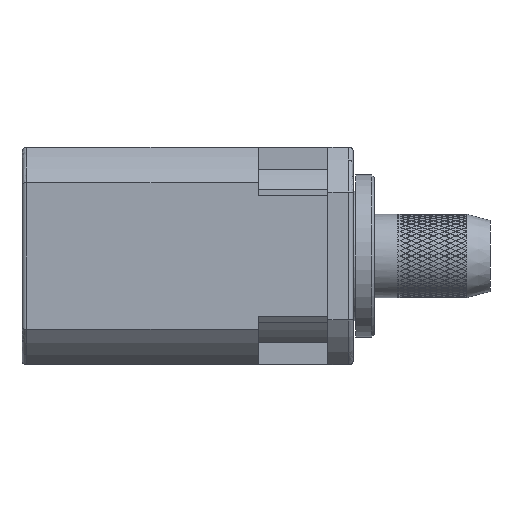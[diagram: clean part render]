
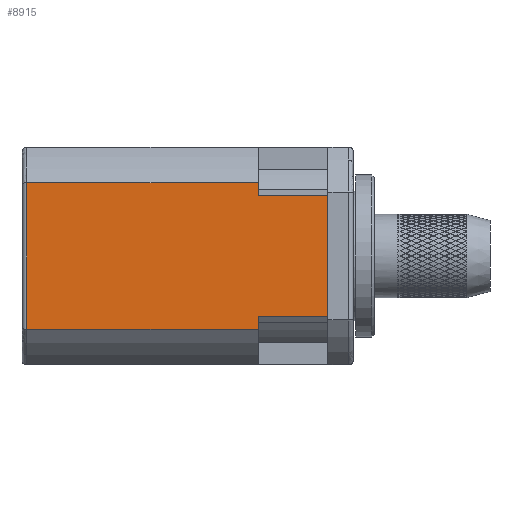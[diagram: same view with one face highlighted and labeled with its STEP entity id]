
A CAD part, front view. The second image highlights one B-rep face of the part: STEP entity #8915.
In plain terms, the highlighted planar face has unit normal (0, -1, 0).
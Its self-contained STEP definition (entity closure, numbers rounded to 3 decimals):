
#1032 = VECTOR ( 'NONE', #92119, 1000. ) ;
#2090 = EDGE_CURVE ( 'NONE', #127388, #12263, #35381, .T. ) ;
#2935 = LINE ( 'NONE', #127508, #101390 ) ;
#3582 = LINE ( 'NONE', #108486, #106838 ) ;
#3590 = DIRECTION ( 'NONE',  ( -1., 0., 0. ) ) ;
#3796 = AXIS2_PLACEMENT_3D ( 'NONE', #36617, #35272, #37275 ) ;
#6241 = EDGE_CURVE ( 'NONE', #46450, #7494, #66220, .T. ) ;
#7494 = VERTEX_POINT ( 'NONE', #56624 ) ;
#8915 = ADVANCED_FACE ( 'NONE', ( #96891 ), #14292, .F. ) ;
#9946 = ORIENTED_EDGE ( 'NONE', *, *, #54926, .F. ) ;
#12263 = VERTEX_POINT ( 'NONE', #30909 ) ;
#13177 = ORIENTED_EDGE ( 'NONE', *, *, #86684, .T. ) ;
#14292 = PLANE ( 'NONE',  #3796 ) ;
#17363 = LINE ( 'NONE', #122265, #121025 ) ;
#20338 = CARTESIAN_POINT ( 'NONE',  ( 0.2, 0., 3.162 ) ) ;
#21296 = EDGE_CURVE ( 'NONE', #109525, #127388, #2935, .T. ) ;
#21946 = DIRECTION ( 'NONE',  ( 0., 0., -1. ) ) ;
#22125 = VECTOR ( 'NONE', #86451, 1000. ) ;
#27627 = CARTESIAN_POINT ( 'NONE',  ( 10.2, 0., 3.162 ) ) ;
#28371 = VERTEX_POINT ( 'NONE', #96351 ) ;
#30909 = CARTESIAN_POINT ( 'NONE',  ( 10.2, 0., -3.162 ) ) ;
#35272 = DIRECTION ( 'NONE',  ( 0., 1., 0. ) ) ;
#35381 = LINE ( 'NONE', #126820, #69954 ) ;
#36617 = CARTESIAN_POINT ( 'NONE',  ( 0., 0., -3.162 ) ) ;
#37275 = DIRECTION ( 'NONE',  ( 0., 0., 1. ) ) ;
#38900 = ORIENTED_EDGE ( 'NONE', *, *, #6241, .F. ) ;
#44560 = CARTESIAN_POINT ( 'NONE',  ( 10.2, 0., -2.6 ) ) ;
#46450 = VERTEX_POINT ( 'NONE', #27627 ) ;
#49221 = DIRECTION ( 'NONE',  ( 1., 0., 0. ) ) ;
#50629 = ORIENTED_EDGE ( 'NONE', *, *, #2090, .F. ) ;
#54926 = EDGE_CURVE ( 'NONE', #7494, #28371, #17363, .T. ) ;
#56624 = CARTESIAN_POINT ( 'NONE',  ( 10.2, 0., 2.6 ) ) ;
#56711 = CARTESIAN_POINT ( 'NONE',  ( 13.2, 0., -3.162 ) ) ;
#58387 = CARTESIAN_POINT ( 'NONE',  ( 0.2, 0., 4.7 ) ) ;
#58492 = VECTOR ( 'NONE', #98267, 1000. ) ;
#62158 = CARTESIAN_POINT ( 'NONE',  ( 0.2, 0., -3.162 ) ) ;
#62593 = EDGE_CURVE ( 'NONE', #81242, #46450, #124601, .T. ) ;
#64452 = EDGE_LOOP ( 'NONE', ( #13177, #9946, #38900, #85651, #112058, #102106, #50629, #77434 ) ) ;
#64802 = CARTESIAN_POINT ( 'NONE',  ( 13.2, 0., -2.6 ) ) ;
#66220 = LINE ( 'NONE', #118298, #83402 ) ;
#68197 = LINE ( 'NONE', #56711, #22125 ) ;
#69954 = VECTOR ( 'NONE', #21946, 1000. ) ;
#77434 = ORIENTED_EDGE ( 'NONE', *, *, #21296, .F. ) ;
#79955 = EDGE_CURVE ( 'NONE', #131683, #81242, #131445, .T. ) ;
#81242 = VERTEX_POINT ( 'NONE', #20338 ) ;
#82488 = EDGE_CURVE ( 'NONE', #12263, #131683, #68197, .T. ) ;
#83402 = VECTOR ( 'NONE', #108147, 1000. ) ;
#85651 = ORIENTED_EDGE ( 'NONE', *, *, #62593, .F. ) ;
#86451 = DIRECTION ( 'NONE',  ( -1., 0., 0. ) ) ;
#86684 = EDGE_CURVE ( 'NONE', #109525, #28371, #3582, .T. ) ;
#92119 = DIRECTION ( 'NONE',  ( 1., 0., 0. ) ) ;
#96351 = CARTESIAN_POINT ( 'NONE',  ( 13.2, 0., 2.6 ) ) ;
#96891 = FACE_OUTER_BOUND ( 'NONE', #64452, .T. ) ;
#98267 = DIRECTION ( 'NONE',  ( 0., 0., 1. ) ) ;
#101390 = VECTOR ( 'NONE', #3590, 1000. ) ;
#102106 = ORIENTED_EDGE ( 'NONE', *, *, #82488, .F. ) ;
#102254 = CARTESIAN_POINT ( 'NONE',  ( 13.2, 0., 3.162 ) ) ;
#105783 = DIRECTION ( 'NONE',  ( 0., 0., 1. ) ) ;
#106838 = VECTOR ( 'NONE', #105783, 1000. ) ;
#108147 = DIRECTION ( 'NONE',  ( 0., 0., -1. ) ) ;
#108486 = CARTESIAN_POINT ( 'NONE',  ( 13.2, 0., -4.7 ) ) ;
#109525 = VERTEX_POINT ( 'NONE', #64802 ) ;
#112058 = ORIENTED_EDGE ( 'NONE', *, *, #79955, .F. ) ;
#118298 = CARTESIAN_POINT ( 'NONE',  ( 10.2, 0., -3.162 ) ) ;
#121025 = VECTOR ( 'NONE', #49221, 1000. ) ;
#122265 = CARTESIAN_POINT ( 'NONE',  ( 0., 0., 2.6 ) ) ;
#124601 = LINE ( 'NONE', #102254, #1032 ) ;
#126820 = CARTESIAN_POINT ( 'NONE',  ( 10.2, 0., -3.162 ) ) ;
#127388 = VERTEX_POINT ( 'NONE', #44560 ) ;
#127508 = CARTESIAN_POINT ( 'NONE',  ( 0., 0., -2.6 ) ) ;
#131445 = LINE ( 'NONE', #58387, #58492 ) ;
#131683 = VERTEX_POINT ( 'NONE', #62158 ) ;
